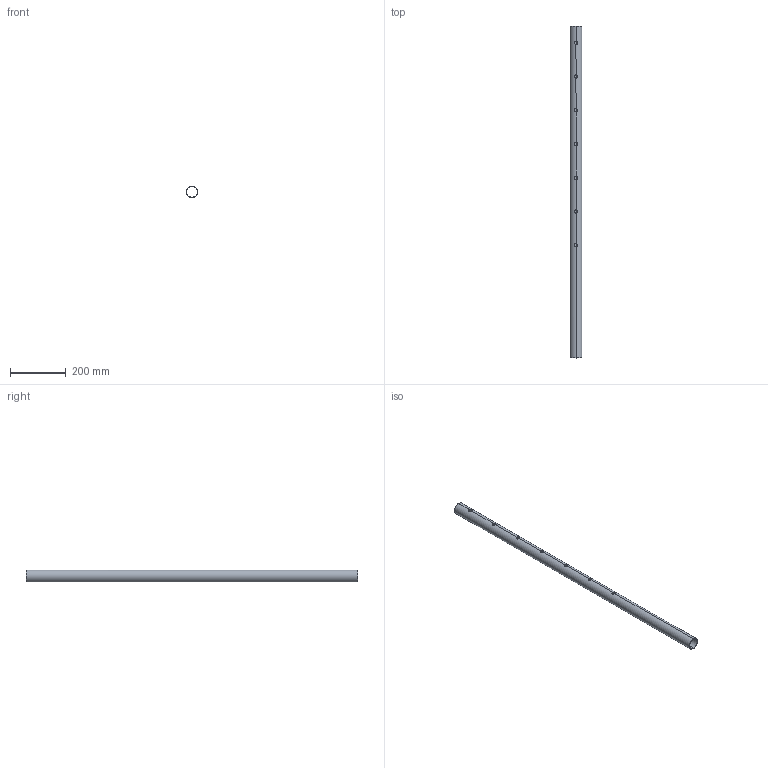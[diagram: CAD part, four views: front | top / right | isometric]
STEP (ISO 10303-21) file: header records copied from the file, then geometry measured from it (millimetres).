
FILE_DESCRIPTION (( 'STEP AP203' ), '1' );
FILE_NAME ('51120-240.step', '2019-09-11T08:36:13', ( '' ), ( '' ), 'SwSTEP 2.0', 'SolidWorks 2015', '' );
FILE_SCHEMA (( 'CONFIG_CONTROL_DESIGN' ));
Length unit declared in the file: millimetre
Products named in the file (1): 51120-240
Bounding box: 42.4 x 1190 x 42.4 mm (x, y, z)
Volume: 300441.2 mm3; surface area: 301503.8 mm2
Topology: 1 solids, 1 shells, 230 faces, 657 edges, 438 vertices
Faces by surface type: plane 103, bspline 86, cylinder 41
Entity records: 12370 total; most frequent: CARTESIAN_POINT 6926, ORIENTED_EDGE 1314, DIRECTION 797, EDGE_CURVE 657, VERTEX_POINT 438, VECTOR 307, LINE 307, EDGE_LOOP 255
